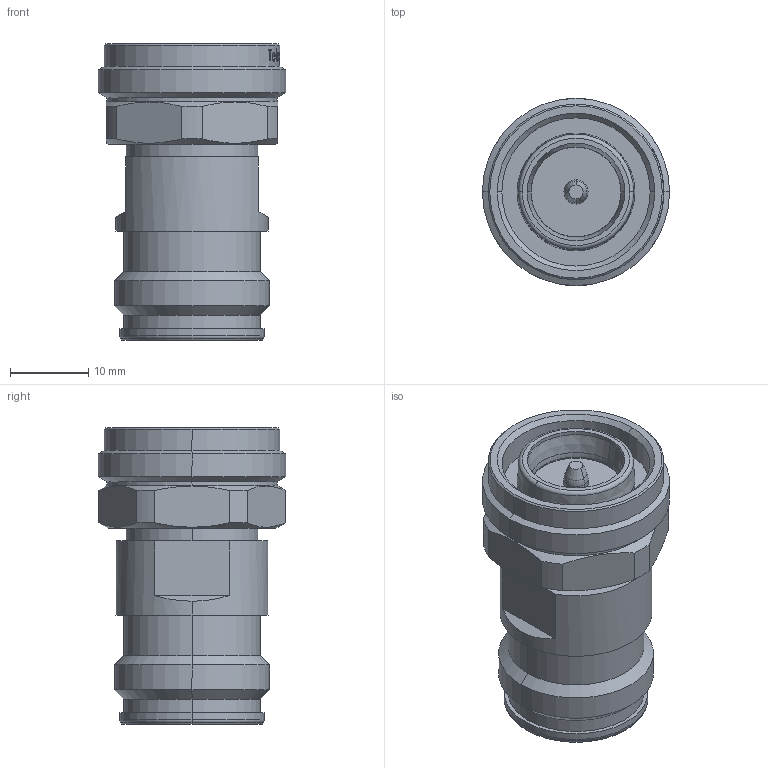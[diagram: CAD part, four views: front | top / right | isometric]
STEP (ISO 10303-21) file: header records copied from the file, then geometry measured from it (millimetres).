
FILE_DESCRIPTION (( 'STEP AP214' ), '1' );
FILE_NAME ('J01442C0004.STEP', '2019-07-30T09:57:34', ( '' ), ( '' ), 'SwSTEP 2.0', 'SolidWorks 2018', '' );
FILE_SCHEMA (( 'AUTOMOTIVE_DESIGN' ));
Length unit declared in the file: millimetre
Products named in the file (1): J01442C0004
Bounding box: 24 x 24 x 38 mm (x, y, z)
Volume: 10241.8 mm3; surface area: 4630.5 mm2
Topology: 1 solids, 1 shells, 396 faces, 1003 edges, 648 vertices
Faces by surface type: plane 121, cylinder 86, bspline 83, torus 54, cone 52
Entity records: 23018 total; most frequent: CARTESIAN_POINT 9977, ORIENTED_EDGE 2006, DIRECTION 1500, EDGE_CURVE 1003, VERTEX_POINT 648, AXIS2_PLACEMENT_3D 602, EDGE_LOOP 435, UNCERTAINTY_MEASURE_WITH_UNIT 396
